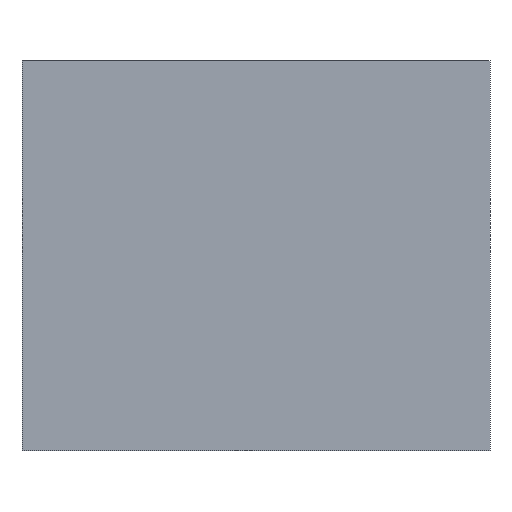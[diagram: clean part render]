
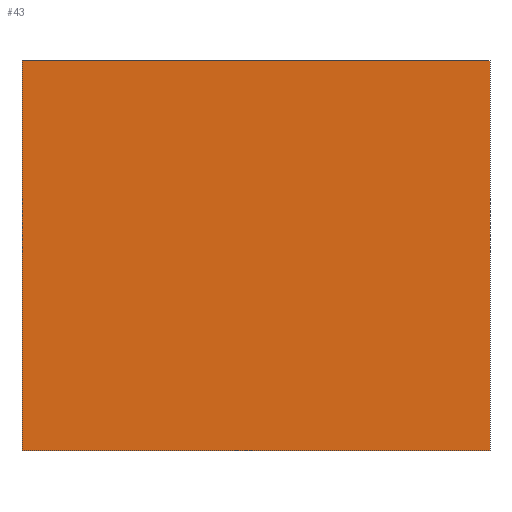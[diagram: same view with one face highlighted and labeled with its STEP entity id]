
A CAD part, front view. The second image highlights one B-rep face of the part: STEP entity #43.
In plain terms, the highlighted planar face has unit normal (0, -1, 0).
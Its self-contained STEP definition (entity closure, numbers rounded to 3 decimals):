
#1 = EDGE_CURVE ( 'NONE', #138, #212, #233, .T. ) ;
#6 = LINE ( 'NONE', #25, #222 ) ;
#12 = VECTOR ( 'NONE', #118, 1000. ) ;
#22 = ORIENTED_EDGE ( 'NONE', *, *, #98, .T. ) ;
#23 = CARTESIAN_POINT ( 'NONE',  ( -60., 0., 25. ) ) ;
#25 = CARTESIAN_POINT ( 'NONE',  ( -60., 0., 25. ) ) ;
#29 = CARTESIAN_POINT ( 'NONE',  ( 0., 0., 25. ) ) ;
#43 = ADVANCED_FACE ( 'NONE', ( #59 ), #143, .F. ) ;
#56 = CARTESIAN_POINT ( 'NONE',  ( 0., 0., 25. ) ) ;
#59 = FACE_OUTER_BOUND ( 'NONE', #122, .T. ) ;
#61 = DIRECTION ( 'NONE',  ( 0., 0., -1. ) ) ;
#63 = ORIENTED_EDGE ( 'NONE', *, *, #266, .F. ) ;
#68 = ORIENTED_EDGE ( 'NONE', *, *, #193, .T. ) ;
#78 = DIRECTION ( 'NONE',  ( 1., 0., 0. ) ) ;
#86 = VERTEX_POINT ( 'NONE', #23 ) ;
#89 = DIRECTION ( 'NONE',  ( 0., 1., 0. ) ) ;
#98 = EDGE_CURVE ( 'NONE', #86, #104, #6, .T. ) ;
#104 = VERTEX_POINT ( 'NONE', #192 ) ;
#112 = AXIS2_PLACEMENT_3D ( 'NONE', #228, #89, #258 ) ;
#118 = DIRECTION ( 'NONE',  ( 1., 0., 0. ) ) ;
#122 = EDGE_LOOP ( 'NONE', ( #68, #189, #63, #22 ) ) ;
#138 = VERTEX_POINT ( 'NONE', #29 ) ;
#143 = PLANE ( 'NONE',  #112 ) ;
#152 = VECTOR ( 'NONE', #78, 1000. ) ;
#158 = LINE ( 'NONE', #56, #12 ) ;
#176 = DIRECTION ( 'NONE',  ( 0., 0., -1. ) ) ;
#189 = ORIENTED_EDGE ( 'NONE', *, *, #1, .F. ) ;
#192 = CARTESIAN_POINT ( 'NONE',  ( -60., 0., -25. ) ) ;
#193 = EDGE_CURVE ( 'NONE', #104, #212, #219, .T. ) ;
#212 = VERTEX_POINT ( 'NONE', #245 ) ;
#213 = VECTOR ( 'NONE', #61, 1000. ) ;
#219 = LINE ( 'NONE', #264, #152 ) ;
#222 = VECTOR ( 'NONE', #176, 1000. ) ;
#228 = CARTESIAN_POINT ( 'NONE',  ( 0., 0., 25. ) ) ;
#233 = LINE ( 'NONE', #249, #213 ) ;
#245 = CARTESIAN_POINT ( 'NONE',  ( 0., 0., -25. ) ) ;
#249 = CARTESIAN_POINT ( 'NONE',  ( 0., 0., 25. ) ) ;
#258 = DIRECTION ( 'NONE',  ( -1., 0., 0. ) ) ;
#264 = CARTESIAN_POINT ( 'NONE',  ( 0., 0., -25. ) ) ;
#266 = EDGE_CURVE ( 'NONE', #86, #138, #158, .T. ) ;
